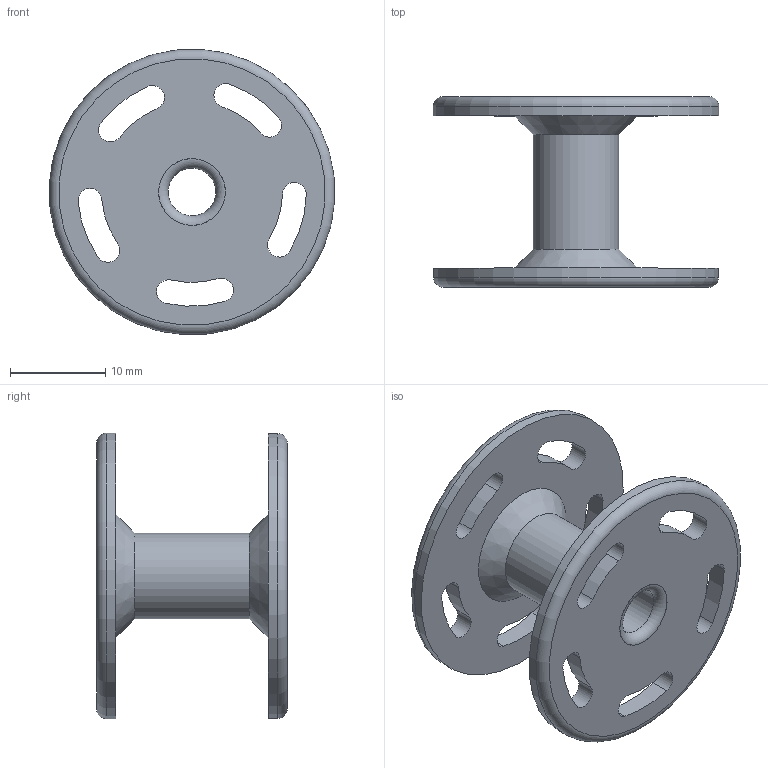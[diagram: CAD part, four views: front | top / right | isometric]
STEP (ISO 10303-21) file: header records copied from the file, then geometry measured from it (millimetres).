
FILE_DESCRIPTION(/* description */ ('STEP AP242 Edition 2','CAx-IF Rec.Pracs.---Representation and Presentation of Product Manufacturing Information (PMI)---4.0---2014-10-13','CAx-IF Rec.Pracs.---3D Tessellated Geometry---0.4---2014-09-14','2;1','CAx-IF Rec.Pracs.---User Defined Attributes---1.5---2016-08-15'),/* implementation_level */ '2;1');
FILE_NAME(/* name */ '6944025ae95943d07568dfb1',/* time_stamp */ '2025-12-18T13:32:10Z',/* author */ (''),/* organization */ (''),/* preprocessor_version */ 'ST-DEVELOPER v20',/* originating_system */ 'ONSHAPE BY PTC INC, 1.208',/* authorisation */ ' ');
FILE_SCHEMA (('AP242_MANAGED_MODEL_BASED_3D_ENGINEERING_MIM_LF { 1 0 10303 442 3 1 4 }'));
Length unit declared in the file: metre
Products named in the file (2): SpoolBase; SpoolCap
Bounding box: 29.98 x 20 x 29.98 mm (x, y, z)
Volume: 3155.7 mm3; surface area: 3933.3 mm2
Topology: 2 solids, 2 shells, 57 faces, 150 edges, 98 vertices
Faces by surface type: cylinder 46, plane 5, torus 4, cone 2
Full cylindrical faces by diameter (mm): 5 x1, 7 x2, 9 x1, 30 x2
Entity records: 1839 total; most frequent: DIRECTION 352, CARTESIAN_POINT 293, ORIENTED_EDGE 274, AXIS2_PLACEMENT_3D 156, EDGE_CURVE 137, VERTEX_POINT 97, CIRCLE 97, EDGE_LOOP 94
